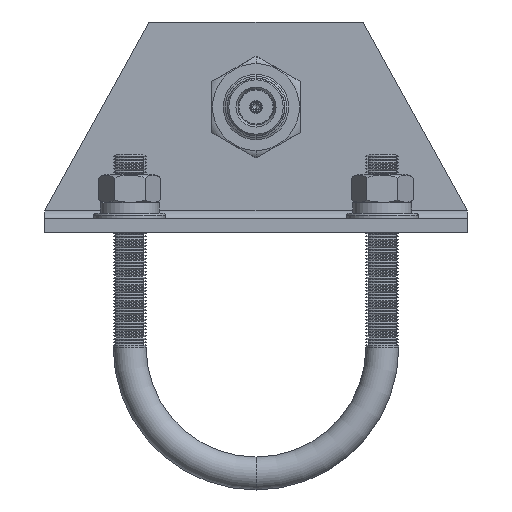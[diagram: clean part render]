
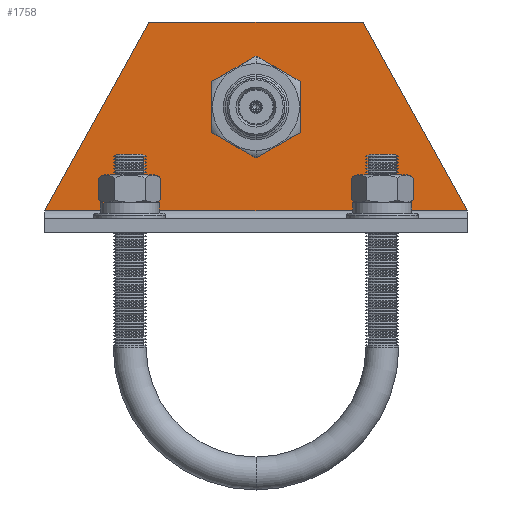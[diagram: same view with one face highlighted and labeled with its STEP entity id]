
A CAD part, front view. The second image highlights one B-rep face of the part: STEP entity #1758.
In plain terms, the highlighted face is planar.
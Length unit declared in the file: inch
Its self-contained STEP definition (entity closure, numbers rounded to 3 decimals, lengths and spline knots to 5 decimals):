
#911 = EDGE_CURVE ( 'NONE', #4868, #5080, #23636, .T. ) ;
#1173 = CARTESIAN_POINT ( 'NONE',  ( -0.127, -1., -1.965 ) ) ;
#1395 = AXIS2_PLACEMENT_3D ( 'NONE', #17388, #19531, #28311 ) ;
#1680 = DIRECTION ( 'NONE',  ( -1., 0., 0. ) ) ;
#1750 = ORIENTED_EDGE ( 'NONE', *, *, #14975, .F. ) ;
#1758 = ADVANCED_FACE ( 'NONE', ( #11522, #5593 ), #19965, .F. ) ;
#1985 = AXIS2_PLACEMENT_3D ( 'NONE', #3993, #10505, #6027 ) ;
#2531 = VECTOR ( 'NONE', #5676, 39.37008 ) ;
#3993 = CARTESIAN_POINT ( 'NONE',  ( -0.127, 1.975, -1.965 ) ) ;
#4659 = ORIENTED_EDGE ( 'NONE', *, *, #12167, .F. ) ;
#4795 = CARTESIAN_POINT ( 'NONE',  ( -0.127, 0., -1.493 ) ) ;
#4798 = EDGE_LOOP ( 'NONE', ( #13122, #27690, #24817, #1750 ) ) ;
#4868 = VERTEX_POINT ( 'NONE', #10431 ) ;
#5080 = VERTEX_POINT ( 'NONE', #4795 ) ;
#5593 = FACE_OUTER_BOUND ( 'NONE', #4798, .T. ) ;
#5676 = DIRECTION ( 'NONE',  ( 0., 0.484, -0.875 ) ) ;
#5707 = AXIS2_PLACEMENT_3D ( 'NONE', #15026, #1680, #17292 ) ;
#6027 = DIRECTION ( 'NONE',  ( 0., 0., -1. ) ) ;
#8043 = CARTESIAN_POINT ( 'NONE',  ( -0.127, 1.975, -0.2 ) ) ;
#8696 = VERTEX_POINT ( 'NONE', #19832 ) ;
#10431 = CARTESIAN_POINT ( 'NONE',  ( -0.127, 0., -0.848 ) ) ;
#10505 = DIRECTION ( 'NONE',  ( 1., 0., 0. ) ) ;
#10549 = CIRCLE ( 'NONE', #5707, 0.3225 ) ;
#11522 = FACE_BOUND ( 'NONE', #21932, .T. ) ;
#12081 = EDGE_CURVE ( 'NONE', #26966, #12639, #25487, .T. ) ;
#12167 = EDGE_CURVE ( 'NONE', #5080, #4868, #10549, .T. ) ;
#12519 = VECTOR ( 'NONE', #25874, 39.37008 ) ;
#12639 = VERTEX_POINT ( 'NONE', #1173 ) ;
#13122 = ORIENTED_EDGE ( 'NONE', *, *, #16367, .T. ) ;
#14360 = VECTOR ( 'NONE', #21407, 39.37008 ) ;
#14558 = VECTOR ( 'NONE', #25380, 39.37008 ) ;
#14975 = EDGE_CURVE ( 'NONE', #26073, #8696, #15260, .T. ) ;
#15026 = CARTESIAN_POINT ( 'NONE',  ( -0.127, 0., -1.1705 ) ) ;
#15260 = LINE ( 'NONE', #16603, #14558 ) ;
#16367 = EDGE_CURVE ( 'NONE', #26073, #12639, #21604, .T. ) ;
#16603 = CARTESIAN_POINT ( 'NONE',  ( -0.127, 1., -1.965 ) ) ;
#17292 = DIRECTION ( 'NONE',  ( 0., 0., -1. ) ) ;
#17388 = CARTESIAN_POINT ( 'NONE',  ( -0.127, 0., -1.1705 ) ) ;
#19531 = DIRECTION ( 'NONE',  ( -1., 0., 0. ) ) ;
#19832 = CARTESIAN_POINT ( 'NONE',  ( -0.127, 1.975, -0.2 ) ) ;
#19965 = PLANE ( 'NONE',  #1985 ) ;
#20026 = EDGE_CURVE ( 'NONE', #8696, #26966, #20312, .T. ) ;
#20312 = LINE ( 'NONE', #8043, #14360 ) ;
#20901 = CARTESIAN_POINT ( 'NONE',  ( -0.127, 1., -1.965 ) ) ;
#21407 = DIRECTION ( 'NONE',  ( 0., -1., 0. ) ) ;
#21604 = LINE ( 'NONE', #28136, #12519 ) ;
#21749 = CARTESIAN_POINT ( 'NONE',  ( -0.127, -1.975, -0.2 ) ) ;
#21932 = EDGE_LOOP ( 'NONE', ( #4659, #22764 ) ) ;
#22764 = ORIENTED_EDGE ( 'NONE', *, *, #911, .F. ) ;
#23636 = CIRCLE ( 'NONE', #1395, 0.3225 ) ;
#24817 = ORIENTED_EDGE ( 'NONE', *, *, #20026, .F. ) ;
#25380 = DIRECTION ( 'NONE',  ( 0., 0.484, 0.875 ) ) ;
#25487 = LINE ( 'NONE', #26978, #2531 ) ;
#25874 = DIRECTION ( 'NONE',  ( 0., -1., 0. ) ) ;
#26073 = VERTEX_POINT ( 'NONE', #20901 ) ;
#26966 = VERTEX_POINT ( 'NONE', #21749 ) ;
#26978 = CARTESIAN_POINT ( 'NONE',  ( -0.127, -1., -1.965 ) ) ;
#27690 = ORIENTED_EDGE ( 'NONE', *, *, #12081, .F. ) ;
#28136 = CARTESIAN_POINT ( 'NONE',  ( -0.127, 1.975, -1.965 ) ) ;
#28311 = DIRECTION ( 'NONE',  ( 0., 0., -1. ) ) ;
